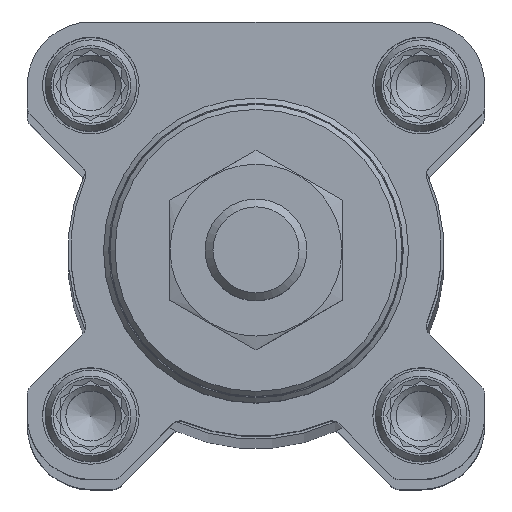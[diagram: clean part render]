
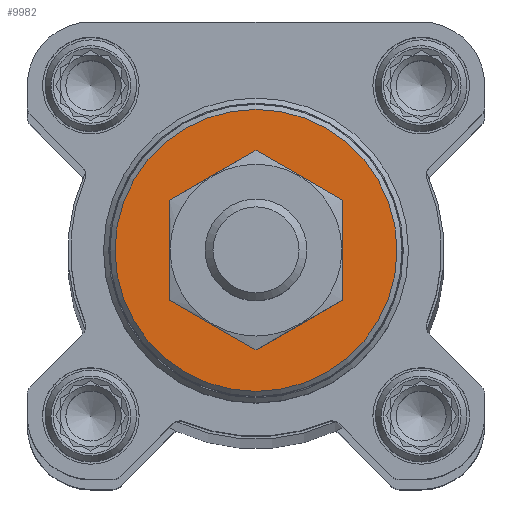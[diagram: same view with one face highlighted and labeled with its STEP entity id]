
A CAD part, top view. The second image highlights one B-rep face of the part: STEP entity #9982.
In plain terms, the highlighted planar face has unit normal (0, 0, 1).
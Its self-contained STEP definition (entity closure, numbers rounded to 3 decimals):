
#1215=PLANE('',#10575);
#1600=CIRCLE('',#10576,13.869);
#1601=CIRCLE('',#10577,6.);
#2387=ORIENTED_EDGE('',*,*,#4174,.F.);
#2388=ORIENTED_EDGE('',*,*,#4175,.T.);
#4174=EDGE_CURVE('',#5103,#5103,#1600,.T.);
#4175=EDGE_CURVE('',#5104,#5104,#1601,.T.);
#5103=VERTEX_POINT('',#14477);
#5104=VERTEX_POINT('',#14479);
#5807=EDGE_LOOP('',(#2387));
#5808=EDGE_LOOP('',(#2388));
#6408=FACE_BOUND('',#5807,.T.);
#6409=FACE_BOUND('',#5808,.T.);
#9982=ADVANCED_FACE('',(#6408,#6409),#1215,.F.);
#10575=AXIS2_PLACEMENT_3D('',#14475,#11622,#11623);
#10576=AXIS2_PLACEMENT_3D('',#14476,#11624,#11625);
#10577=AXIS2_PLACEMENT_3D('',#14478,#11626,#11627);
#11622=DIRECTION('',(0.,0.,-1.));
#11623=DIRECTION('',(-1.,0.,0.));
#11624=DIRECTION('',(0.,0.,-1.));
#11625=DIRECTION('',(-1.,0.,0.));
#11626=DIRECTION('',(0.,0.,-1.));
#11627=DIRECTION('',(-1.,0.,0.));
#14475=CARTESIAN_POINT('',(0.,0.,18.));
#14476=CARTESIAN_POINT('',(0.,0.,18.));
#14477=CARTESIAN_POINT('',(-13.869,0.,18.));
#14478=CARTESIAN_POINT('',(0.,0.,18.));
#14479=CARTESIAN_POINT('',(-6.,0.,18.));
